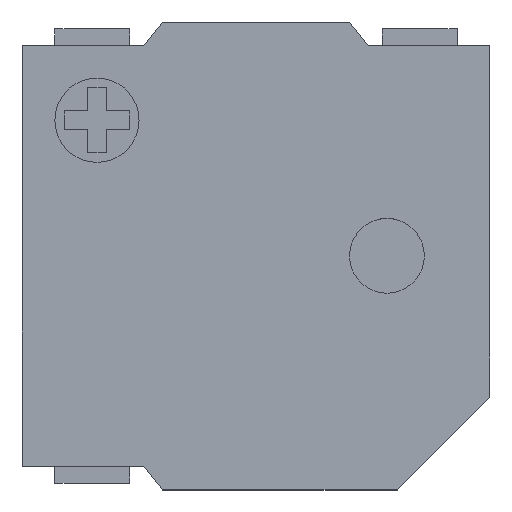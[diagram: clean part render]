
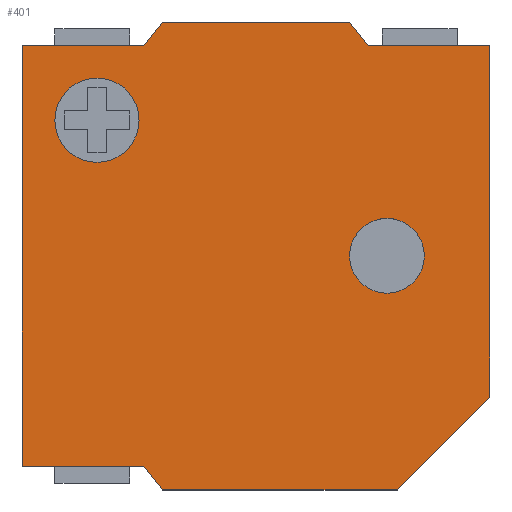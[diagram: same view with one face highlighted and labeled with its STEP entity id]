
A CAD part, top view. The second image highlights one B-rep face of the part: STEP entity #401.
In plain terms, the highlighted planar face has unit normal (0, 0, 1).
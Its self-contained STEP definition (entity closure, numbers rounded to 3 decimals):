
#11 = CARTESIAN_POINT ( 'NONE',  ( 1.4, 0., 2. ) ) ;
#77 = LINE ( 'NONE', #2443, #1399 ) ;
#87 = LINE ( 'NONE', #2423, #1062 ) ;
#157 = ORIENTED_EDGE ( 'NONE', *, *, #2089, .F. ) ;
#162 = CARTESIAN_POINT ( 'NONE',  ( -2.5, 2.25, 2. ) ) ;
#189 = EDGE_CURVE ( 'NONE', #1101, #369, #2197, .T. ) ;
#321 = LINE ( 'NONE', #2392, #1982 ) ;
#337 = DIRECTION ( 'NONE',  ( 0.625, 0.781, 0. ) ) ;
#369 = VERTEX_POINT ( 'NONE', #1869 ) ;
#390 = CARTESIAN_POINT ( 'NONE',  ( -1.7, 1.45, 2. ) ) ;
#401 = ADVANCED_FACE ( 'NONE', ( #519, #2558, #1402 ), #1447, .F. ) ;
#473 = CARTESIAN_POINT ( 'NONE',  ( -1.7, 1.45, 2. ) ) ;
#519 = FACE_OUTER_BOUND ( 'NONE', #842, .T. ) ;
#545 = VERTEX_POINT ( 'NONE', #1250 ) ;
#555 = EDGE_LOOP ( 'NONE', ( #1164, #685 ) ) ;
#602 = ORIENTED_EDGE ( 'NONE', *, *, #818, .F. ) ;
#614 = VECTOR ( 'NONE', #1043, 1000. ) ;
#618 = CARTESIAN_POINT ( 'NONE',  ( 1.35, -2.5, 2. ) ) ;
#649 = EDGE_CURVE ( 'NONE', #1484, #1013, #2337, .T. ) ;
#657 = CARTESIAN_POINT ( 'NONE',  ( -1., -2.5, 2. ) ) ;
#666 = EDGE_CURVE ( 'NONE', #2938, #1907, #2847, .T. ) ;
#669 = EDGE_LOOP ( 'NONE', ( #2254, #2678 ) ) ;
#685 = ORIENTED_EDGE ( 'NONE', *, *, #2968, .T. ) ;
#708 = DIRECTION ( 'NONE',  ( 0.707, 0.707, 0. ) ) ;
#717 = VECTOR ( 'NONE', #2259, 1000. ) ;
#760 = VERTEX_POINT ( 'NONE', #2825 ) ;
#799 = DIRECTION ( 'NONE',  ( 0.625, -0.781, 0. ) ) ;
#818 = EDGE_CURVE ( 'NONE', #1333, #2602, #2700, .T. ) ;
#842 = EDGE_LOOP ( 'NONE', ( #1131, #2537, #2216, #2193, #157, #1538, #1170, #986, #2368, #2550, #602 ) ) ;
#913 = CIRCLE ( 'NONE', #2129, 0.4 ) ;
#926 = CARTESIAN_POINT ( 'NONE',  ( -2.5, -2.25, 2. ) ) ;
#949 = LINE ( 'NONE', #1453, #1782 ) ;
#950 = DIRECTION ( 'NONE',  ( 0., 1., 0. ) ) ;
#973 = DIRECTION ( 'NONE',  ( 1., 0., 0. ) ) ;
#986 = ORIENTED_EDGE ( 'NONE', *, *, #2781, .F. ) ;
#987 = LINE ( 'NONE', #1881, #1150 ) ;
#1008 = CARTESIAN_POINT ( 'NONE',  ( 1.51, -2.5, 2. ) ) ;
#1013 = VERTEX_POINT ( 'NONE', #2333 ) ;
#1043 = DIRECTION ( 'NONE',  ( -1., 0., 0. ) ) ;
#1062 = VECTOR ( 'NONE', #337, 1000. ) ;
#1076 = CARTESIAN_POINT ( 'NONE',  ( 1.4, -0.4, 2. ) ) ;
#1101 = VERTEX_POINT ( 'NONE', #2822 ) ;
#1131 = ORIENTED_EDGE ( 'NONE', *, *, #1965, .T. ) ;
#1150 = VECTOR ( 'NONE', #2374, 1000. ) ;
#1164 = ORIENTED_EDGE ( 'NONE', *, *, #2103, .T. ) ;
#1170 = ORIENTED_EDGE ( 'NONE', *, *, #649, .F. ) ;
#1175 = DIRECTION ( 'NONE',  ( 0., -1., 0. ) ) ;
#1179 = DIRECTION ( 'NONE',  ( 0., 0., -1. ) ) ;
#1187 = DIRECTION ( 'NONE',  ( 0., -1., 0. ) ) ;
#1208 = DIRECTION ( 'NONE',  ( 0., 0., -1. ) ) ;
#1211 = VERTEX_POINT ( 'NONE', #2312 ) ;
#1250 = CARTESIAN_POINT ( 'NONE',  ( -2.5, -2.25, 2. ) ) ;
#1333 = VERTEX_POINT ( 'NONE', #1008 ) ;
#1376 = LINE ( 'NONE', #2959, #717 ) ;
#1396 = AXIS2_PLACEMENT_3D ( 'NONE', #1677, #2612, #1876 ) ;
#1399 = VECTOR ( 'NONE', #1175, 1000. ) ;
#1402 = FACE_BOUND ( 'NONE', #669, .T. ) ;
#1432 = AXIS2_PLACEMENT_3D ( 'NONE', #473, #1208, #1187 ) ;
#1447 = PLANE ( 'NONE',  #1432 ) ;
#1453 = CARTESIAN_POINT ( 'NONE',  ( -1., 2.5, 2. ) ) ;
#1484 = VERTEX_POINT ( 'NONE', #162 ) ;
#1538 = ORIENTED_EDGE ( 'NONE', *, *, #2801, .F. ) ;
#1549 = DIRECTION ( 'NONE',  ( 1., 0., 0. ) ) ;
#1588 = LINE ( 'NONE', #2076, #1828 ) ;
#1592 = AXIS2_PLACEMENT_3D ( 'NONE', #390, #2944, #2906 ) ;
#1637 = DIRECTION ( 'NONE',  ( 0., 1., 0. ) ) ;
#1640 = VECTOR ( 'NONE', #2783, 1000. ) ;
#1677 = CARTESIAN_POINT ( 'NONE',  ( -1.7, 1.45, 2. ) ) ;
#1713 = CARTESIAN_POINT ( 'NONE',  ( -2.15, 1.45, 2. ) ) ;
#1721 = CARTESIAN_POINT ( 'NONE',  ( 1., 2.5, 2. ) ) ;
#1723 = VERTEX_POINT ( 'NONE', #1713 ) ;
#1742 = EDGE_CURVE ( 'NONE', #1211, #545, #987, .T. ) ;
#1764 = CARTESIAN_POINT ( 'NONE',  ( 2.5, 2.25, 2. ) ) ;
#1782 = VECTOR ( 'NONE', #2854, 1000. ) ;
#1798 = CARTESIAN_POINT ( 'NONE',  ( 2.5, -1.51, 2. ) ) ;
#1828 = VECTOR ( 'NONE', #708, 1000. ) ;
#1850 = LINE ( 'NONE', #926, #1640 ) ;
#1869 = CARTESIAN_POINT ( 'NONE',  ( 1.2, 2.25, 2. ) ) ;
#1876 = DIRECTION ( 'NONE',  ( -1., 0., 0. ) ) ;
#1881 = CARTESIAN_POINT ( 'NONE',  ( -1.2, -2.25, 2. ) ) ;
#1907 = VERTEX_POINT ( 'NONE', #1076 ) ;
#1965 = EDGE_CURVE ( 'NONE', #1333, #2328, #1588, .T. ) ;
#1982 = VECTOR ( 'NONE', #973, 1000. ) ;
#1984 = EDGE_CURVE ( 'NONE', #2602, #1211, #1376, .T. ) ;
#2076 = CARTESIAN_POINT ( 'NONE',  ( 1.695, -2.315, 2. ) ) ;
#2089 = EDGE_CURVE ( 'NONE', #2142, #1101, #949, .T. ) ;
#2103 = EDGE_CURVE ( 'NONE', #1723, #760, #2125, .T. ) ;
#2120 = CARTESIAN_POINT ( 'NONE',  ( -1., 2.5, 2. ) ) ;
#2125 = CIRCLE ( 'NONE', #1396, 0.45 ) ;
#2129 = AXIS2_PLACEMENT_3D ( 'NONE', #11, #2585, #1637 ) ;
#2142 = VERTEX_POINT ( 'NONE', #2120 ) ;
#2144 = CARTESIAN_POINT ( 'NONE',  ( 1.4, 0.4, 2. ) ) ;
#2193 = ORIENTED_EDGE ( 'NONE', *, *, #189, .F. ) ;
#2197 = LINE ( 'NONE', #1721, #2699 ) ;
#2216 = ORIENTED_EDGE ( 'NONE', *, *, #2914, .F. ) ;
#2254 = ORIENTED_EDGE ( 'NONE', *, *, #666, .T. ) ;
#2259 = DIRECTION ( 'NONE',  ( -0.625, 0.781, 0. ) ) ;
#2268 = CARTESIAN_POINT ( 'NONE',  ( 1.4, 0., 2. ) ) ;
#2312 = CARTESIAN_POINT ( 'NONE',  ( -1.2, -2.25, 2. ) ) ;
#2328 = VERTEX_POINT ( 'NONE', #1798 ) ;
#2333 = CARTESIAN_POINT ( 'NONE',  ( -1.2, 2.25, 2. ) ) ;
#2337 = LINE ( 'NONE', #2497, #2750 ) ;
#2368 = ORIENTED_EDGE ( 'NONE', *, *, #1742, .F. ) ;
#2374 = DIRECTION ( 'NONE',  ( -1., 0., 0. ) ) ;
#2392 = CARTESIAN_POINT ( 'NONE',  ( 1.2, 2.25, 2. ) ) ;
#2423 = CARTESIAN_POINT ( 'NONE',  ( -1.2, 2.25, 2. ) ) ;
#2443 = CARTESIAN_POINT ( 'NONE',  ( 2.5, -1.35, 2. ) ) ;
#2471 = EDGE_CURVE ( 'NONE', #2620, #2328, #77, .T. ) ;
#2473 = CIRCLE ( 'NONE', #1592, 0.45 ) ;
#2497 = CARTESIAN_POINT ( 'NONE',  ( -2.5, 2.25, 2. ) ) ;
#2537 = ORIENTED_EDGE ( 'NONE', *, *, #2471, .F. ) ;
#2550 = ORIENTED_EDGE ( 'NONE', *, *, #1984, .F. ) ;
#2558 = FACE_BOUND ( 'NONE', #555, .T. ) ;
#2585 = DIRECTION ( 'NONE',  ( 0., 0., -1. ) ) ;
#2602 = VERTEX_POINT ( 'NONE', #657 ) ;
#2612 = DIRECTION ( 'NONE',  ( 0., 0., -1. ) ) ;
#2620 = VERTEX_POINT ( 'NONE', #1764 ) ;
#2655 = AXIS2_PLACEMENT_3D ( 'NONE', #2268, #1179, #950 ) ;
#2677 = EDGE_CURVE ( 'NONE', #1907, #2938, #913, .T. ) ;
#2678 = ORIENTED_EDGE ( 'NONE', *, *, #2677, .T. ) ;
#2699 = VECTOR ( 'NONE', #799, 1000. ) ;
#2700 = LINE ( 'NONE', #618, #614 ) ;
#2750 = VECTOR ( 'NONE', #1549, 1000. ) ;
#2781 = EDGE_CURVE ( 'NONE', #545, #1484, #1850, .T. ) ;
#2783 = DIRECTION ( 'NONE',  ( 0., 1., 0. ) ) ;
#2801 = EDGE_CURVE ( 'NONE', #1013, #2142, #87, .T. ) ;
#2822 = CARTESIAN_POINT ( 'NONE',  ( 1., 2.5, 2. ) ) ;
#2825 = CARTESIAN_POINT ( 'NONE',  ( -1.25, 1.45, 2. ) ) ;
#2847 = CIRCLE ( 'NONE', #2655, 0.4 ) ;
#2854 = DIRECTION ( 'NONE',  ( 1., 0., 0. ) ) ;
#2906 = DIRECTION ( 'NONE',  ( -1., 0., 0. ) ) ;
#2914 = EDGE_CURVE ( 'NONE', #369, #2620, #321, .T. ) ;
#2938 = VERTEX_POINT ( 'NONE', #2144 ) ;
#2944 = DIRECTION ( 'NONE',  ( 0., 0., -1. ) ) ;
#2959 = CARTESIAN_POINT ( 'NONE',  ( -1., -2.5, 2. ) ) ;
#2968 = EDGE_CURVE ( 'NONE', #760, #1723, #2473, .T. ) ;
